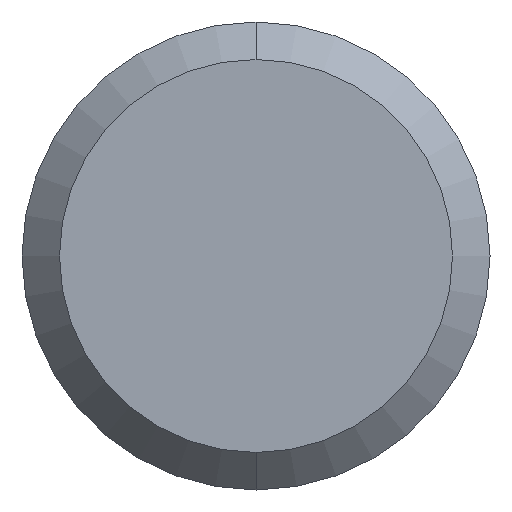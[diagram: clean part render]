
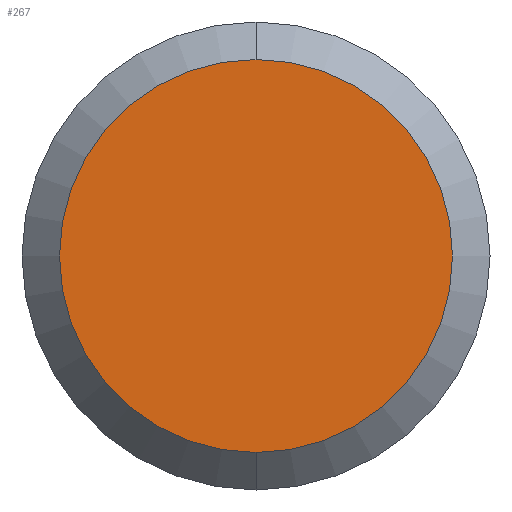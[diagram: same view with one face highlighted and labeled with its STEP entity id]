
A CAD part, front view. The second image highlights one B-rep face of the part: STEP entity #267.
In plain terms, the highlighted planar face has unit normal (0, -1, 0).
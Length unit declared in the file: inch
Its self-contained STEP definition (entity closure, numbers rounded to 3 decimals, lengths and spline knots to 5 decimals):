
#16 = DIRECTION ( 'NONE',  ( 0., 0., 1. ) ) ;
#21 = CARTESIAN_POINT ( 'NONE',  ( 0., 0., 0. ) ) ;
#30 = PLANE ( 'NONE',  #59 ) ;
#35 = DIRECTION ( 'NONE',  ( 0., -1., 0. ) ) ;
#44 = ORIENTED_EDGE ( 'NONE', *, *, #233, .T. ) ;
#50 = CARTESIAN_POINT ( 'NONE',  ( 0., 0., 0. ) ) ;
#59 = AXIS2_PLACEMENT_3D ( 'NONE', #50, #264, #197 ) ;
#62 = EDGE_CURVE ( 'NONE', #178, #87, #230, .T. ) ;
#87 = VERTEX_POINT ( 'NONE', #102 ) ;
#102 = CARTESIAN_POINT ( 'NONE',  ( 0., 0., -0.10485 ) ) ;
#105 = AXIS2_PLACEMENT_3D ( 'NONE', #168, #167, #147 ) ;
#147 = DIRECTION ( 'NONE',  ( 0., 0., 1. ) ) ;
#158 = EDGE_LOOP ( 'NONE', ( #278, #44 ) ) ;
#167 = DIRECTION ( 'NONE',  ( 0., -1., 0. ) ) ;
#168 = CARTESIAN_POINT ( 'NONE',  ( 0., 0., 0. ) ) ;
#177 = AXIS2_PLACEMENT_3D ( 'NONE', #21, #35, #16 ) ;
#178 = VERTEX_POINT ( 'NONE', #228 ) ;
#188 = FACE_OUTER_BOUND ( 'NONE', #158, .T. ) ;
#197 = DIRECTION ( 'NONE',  ( 0., 0., 1. ) ) ;
#228 = CARTESIAN_POINT ( 'NONE',  ( 0., 0., 0.10485 ) ) ;
#230 = CIRCLE ( 'NONE', #177, 0.10485 ) ;
#233 = EDGE_CURVE ( 'NONE', #87, #178, #259, .T. ) ;
#259 = CIRCLE ( 'NONE', #105, 0.10485 ) ;
#264 = DIRECTION ( 'NONE',  ( 0., 1., 0. ) ) ;
#267 = ADVANCED_FACE ( 'NONE', ( #188 ), #30, .F. ) ;
#278 = ORIENTED_EDGE ( 'NONE', *, *, #62, .T. ) ;
